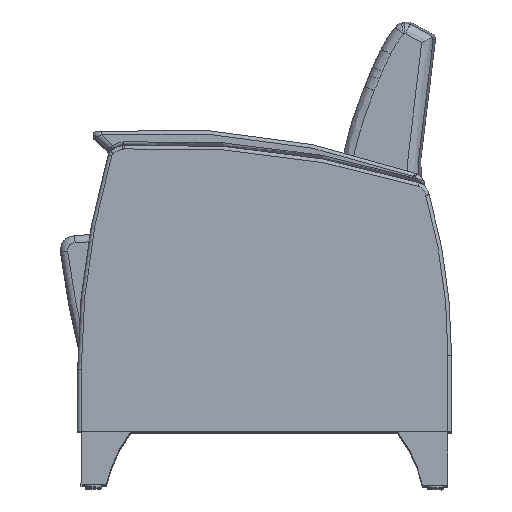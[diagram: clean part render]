
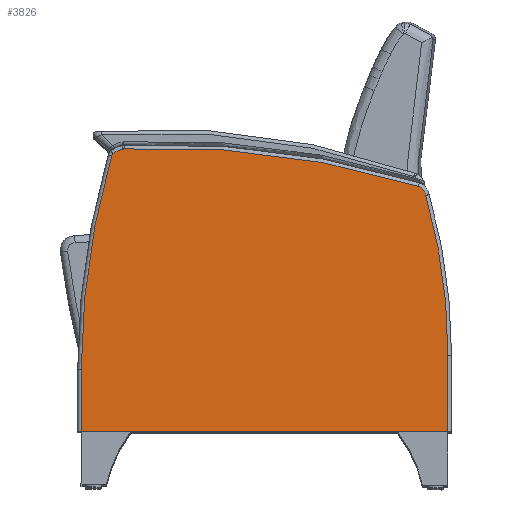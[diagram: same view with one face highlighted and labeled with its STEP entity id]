
A CAD part, top view. The second image highlights one B-rep face of the part: STEP entity #3826.
In plain terms, the highlighted planar face has unit normal (0, 0, 1).
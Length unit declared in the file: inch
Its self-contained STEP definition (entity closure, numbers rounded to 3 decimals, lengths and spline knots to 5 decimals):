
#549=LINE('',#9394,#667);
#551=LINE('',#9440,#669);
#567=LINE('',#9564,#685);
#667=VECTOR('',#5158,0.3937);
#669=VECTOR('',#5196,0.3937);
#685=VECTOR('',#5298,0.3937);
#750=PLANE('',#4316);
#984=FACE_OUTER_BOUND('',#1244,.T.);
#1244=EDGE_LOOP('',(#3407,#3408,#3409,#3410,#3411,#3412,#3413,#3414,#3415,
#3416));
#1472=CIRCLE('',#4247,0.25);
#1476=CIRCLE('',#4252,53.84447);
#1480=CIRCLE('',#4258,1.61874);
#1483=CIRCLE('',#4262,0.75);
#1486=CIRCLE('',#4266,59.75);
#1488=CIRCLE('',#4269,0.75);
#1491=CIRCLE('',#4274,40.58554);
#1808=VERTEX_POINT('',#9355);
#1809=VERTEX_POINT('',#9356);
#1813=VERTEX_POINT('',#9377);
#1815=VERTEX_POINT('',#9392);
#1816=VERTEX_POINT('',#9396);
#1818=VERTEX_POINT('',#9402);
#1820=VERTEX_POINT('',#9408);
#1823=VERTEX_POINT('',#9416);
#1824=VERTEX_POINT('',#9433);
#1827=VERTEX_POINT('',#9438);
#2308=EDGE_CURVE('',#1808,#1809,#1472,.T.);
#2314=EDGE_CURVE('',#1813,#1808,#1476,.T.);
#2317=EDGE_CURVE('',#1815,#1813,#549,.T.);
#2320=EDGE_CURVE('',#1809,#1816,#1480,.T.);
#2323=EDGE_CURVE('',#1816,#1818,#1483,.T.);
#2326=EDGE_CURVE('',#1818,#1820,#1486,.T.);
#2328=EDGE_CURVE('',#1820,#1823,#1488,.T.);
#2333=EDGE_CURVE('',#1827,#1824,#551,.T.);
#2334=EDGE_CURVE('',#1823,#1827,#1491,.T.);
#2375=EDGE_CURVE('',#1824,#1815,#567,.T.);
#3407=ORIENTED_EDGE('',*,*,#2317,.F.);
#3408=ORIENTED_EDGE('',*,*,#2375,.F.);
#3409=ORIENTED_EDGE('',*,*,#2333,.F.);
#3410=ORIENTED_EDGE('',*,*,#2334,.F.);
#3411=ORIENTED_EDGE('',*,*,#2328,.F.);
#3412=ORIENTED_EDGE('',*,*,#2326,.F.);
#3413=ORIENTED_EDGE('',*,*,#2323,.F.);
#3414=ORIENTED_EDGE('',*,*,#2320,.F.);
#3415=ORIENTED_EDGE('',*,*,#2308,.F.);
#3416=ORIENTED_EDGE('',*,*,#2314,.F.);
#3826=ADVANCED_FACE('',(#984),#750,.T.);
#4247=AXIS2_PLACEMENT_3D('',#9357,#5141,#5142);
#4252=AXIS2_PLACEMENT_3D('',#9388,#5151,#5152);
#4258=AXIS2_PLACEMENT_3D('',#9400,#5165,#5166);
#4262=AXIS2_PLACEMENT_3D('',#9406,#5173,#5174);
#4266=AXIS2_PLACEMENT_3D('',#9412,#5181,#5182);
#4269=AXIS2_PLACEMENT_3D('',#9417,#5187,#5188);
#4274=AXIS2_PLACEMENT_3D('',#9442,#5199,#5200);
#4316=AXIS2_PLACEMENT_3D('',#9565,#5299,#5300);
#5141=DIRECTION('center_axis',(0.,0.,-1.));
#5142=DIRECTION('ref_axis',(-0.844,0.537,0.));
#5151=DIRECTION('center_axis',(0.,0.,-1.));
#5152=DIRECTION('ref_axis',(-0.99,0.14,0.));
#5158=DIRECTION('',(0.,1.,0.));
#5165=DIRECTION('center_axis',(0.,0.,-1.));
#5166=DIRECTION('ref_axis',(-0.425,0.905,0.));
#5173=DIRECTION('center_axis',(0.,0.,-1.));
#5174=DIRECTION('ref_axis',(-0.128,0.992,0.));
#5181=DIRECTION('center_axis',(0.,0.,-1.));
#5182=DIRECTION('ref_axis',(0.124,0.992,0.));
#5187=DIRECTION('center_axis',(0.,0.,-1.));
#5188=DIRECTION('ref_axis',(0.761,0.649,0.));
#5196=DIRECTION('',(0.,-1.,0.));
#5199=DIRECTION('center_axis',(0.,0.,-1.));
#5200=DIRECTION('ref_axis',(0.99,0.139,0.));
#5298=DIRECTION('',(-1.,0.,0.));
#5299=DIRECTION('center_axis',(0.,0.,1.));
#5300=DIRECTION('ref_axis',(1.,0.,0.));
#9355=CARTESIAN_POINT('',(-12.3965,20.65936,2.75));
#9356=CARTESIAN_POINT('',(-12.30759,20.8021,2.75));
#9357=CARTESIAN_POINT('Origin',(-12.15221,20.60625,2.75));
#9377=CARTESIAN_POINT('',(-14.50196,5.72409,2.75));
#9388=CARTESIAN_POINT('Origin',(39.34251,5.74957,2.75));
#9392=CARTESIAN_POINT('',(-14.50196,1.38751,2.75));
#9394=CARTESIAN_POINT('',(-14.50196,5.41302,2.75));
#9396=CARTESIAN_POINT('',(-11.63546,21.11791,2.75));
#9400=CARTESIAN_POINT('Origin',(-11.3015,19.534,2.75));
#9402=CARTESIAN_POINT('',(-11.51791,21.13312,2.75));
#9406=CARTESIAN_POINT('Origin',(-11.48073,20.38404,2.75));
#9408=CARTESIAN_POINT('',(9.03893,18.55741,2.75));
#9412=CARTESIAN_POINT('Origin',(-8.55543,-38.54339,2.75));
#9416=CARTESIAN_POINT('',(9.56287,17.92892,2.75));
#9417=CARTESIAN_POINT('Origin',(8.81808,17.84066,2.75));
#9433=CARTESIAN_POINT('',(11.14024,1.38751,2.75));
#9438=CARTESIAN_POINT('',(11.14024,6.72403,2.75));
#9440=CARTESIAN_POINT('',(11.14024,8.58129,2.75));
#9442=CARTESIAN_POINT('Origin',(-29.4453,6.72403,2.75));
#9564=CARTESIAN_POINT('',(12.28079,1.38751,2.75));
#9565=CARTESIAN_POINT('Origin',(-1.61059,10.43854,2.75));
